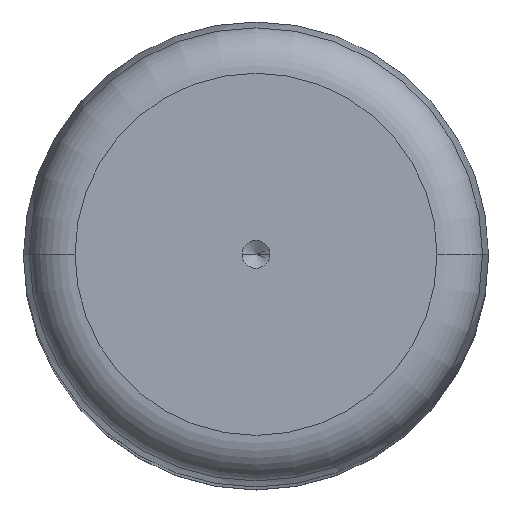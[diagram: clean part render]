
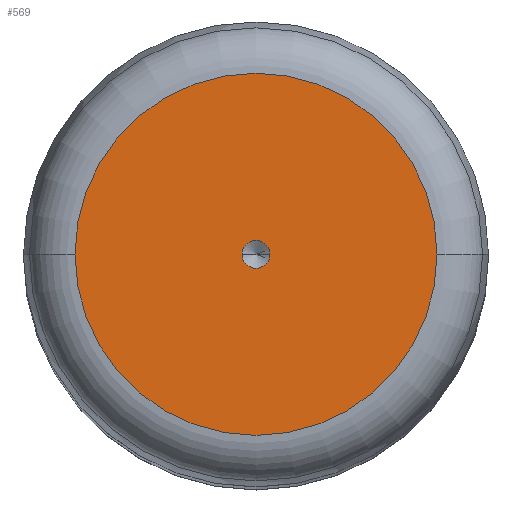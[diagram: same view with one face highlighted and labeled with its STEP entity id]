
A CAD part, top view. The second image highlights one B-rep face of the part: STEP entity #569.
In plain terms, the highlighted planar face has unit normal (0, 0, 1).
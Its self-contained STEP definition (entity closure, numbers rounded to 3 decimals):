
#7 = FACE_BOUND ( 'NONE', #381, .T. ) ;
#35 = CARTESIAN_POINT ( 'NONE',  ( 1.5, 0., 200. ) ) ;
#43 = CARTESIAN_POINT ( 'NONE',  ( 0., 0., 200. ) ) ;
#51 = ORIENTED_EDGE ( 'NONE', *, *, #568, .T. ) ;
#78 = VERTEX_POINT ( 'NONE', #131 ) ;
#83 = EDGE_LOOP ( 'NONE', ( #329, #51 ) ) ;
#115 = CARTESIAN_POINT ( 'NONE',  ( -1.5, 0., 200. ) ) ;
#130 = CIRCLE ( 'NONE', #371, 19.467 ) ;
#131 = CARTESIAN_POINT ( 'NONE',  ( -19.467, 0., 200. ) ) ;
#143 = DIRECTION ( 'NONE',  ( 1., 0., 0. ) ) ;
#145 = AXIS2_PLACEMENT_3D ( 'NONE', #249, #496, #544 ) ;
#148 = EDGE_CURVE ( 'NONE', #416, #78, #130, .T. ) ;
#183 = CIRCLE ( 'NONE', #495, 19.467 ) ;
#187 = CARTESIAN_POINT ( 'NONE',  ( 0., 0., 200. ) ) ;
#199 = DIRECTION ( 'NONE',  ( 0., 0., 1. ) ) ;
#222 = ORIENTED_EDGE ( 'NONE', *, *, #626, .F. ) ;
#245 = ORIENTED_EDGE ( 'NONE', *, *, #420, .F. ) ;
#247 = PLANE ( 'NONE',  #145 ) ;
#249 = CARTESIAN_POINT ( 'NONE',  ( 0., 0., 200. ) ) ;
#253 = DIRECTION ( 'NONE',  ( 1., 0., 0. ) ) ;
#289 = VERTEX_POINT ( 'NONE', #35 ) ;
#317 = CIRCLE ( 'NONE', #583, 1.5 ) ;
#329 = ORIENTED_EDGE ( 'NONE', *, *, #148, .T. ) ;
#353 = DIRECTION ( 'NONE',  ( 0., 0., 1. ) ) ;
#365 = AXIS2_PLACEMENT_3D ( 'NONE', #407, #521, #376 ) ;
#371 = AXIS2_PLACEMENT_3D ( 'NONE', #43, #353, #253 ) ;
#376 = DIRECTION ( 'NONE',  ( 1., 0., 0. ) ) ;
#381 = EDGE_LOOP ( 'NONE', ( #245, #222 ) ) ;
#394 = DIRECTION ( 'NONE',  ( 1., 0., 0. ) ) ;
#407 = CARTESIAN_POINT ( 'NONE',  ( 0., 0., 200. ) ) ;
#416 = VERTEX_POINT ( 'NONE', #625 ) ;
#420 = EDGE_CURVE ( 'NONE', #289, #490, #652, .T. ) ;
#490 = VERTEX_POINT ( 'NONE', #115 ) ;
#491 = FACE_OUTER_BOUND ( 'NONE', #83, .T. ) ;
#495 = AXIS2_PLACEMENT_3D ( 'NONE', #187, #647, #394 ) ;
#496 = DIRECTION ( 'NONE',  ( 0., 0., 1. ) ) ;
#504 = CARTESIAN_POINT ( 'NONE',  ( 0., 0., 200. ) ) ;
#521 = DIRECTION ( 'NONE',  ( 0., 0., 1. ) ) ;
#544 = DIRECTION ( 'NONE',  ( 1., 0., 0. ) ) ;
#568 = EDGE_CURVE ( 'NONE', #78, #416, #183, .T. ) ;
#569 = ADVANCED_FACE ( 'NONE', ( #7, #491 ), #247, .T. ) ;
#583 = AXIS2_PLACEMENT_3D ( 'NONE', #504, #199, #143 ) ;
#625 = CARTESIAN_POINT ( 'NONE',  ( 19.467, 0., 200. ) ) ;
#626 = EDGE_CURVE ( 'NONE', #490, #289, #317, .T. ) ;
#647 = DIRECTION ( 'NONE',  ( 0., 0., 1. ) ) ;
#652 = CIRCLE ( 'NONE', #365, 1.5 ) ;
